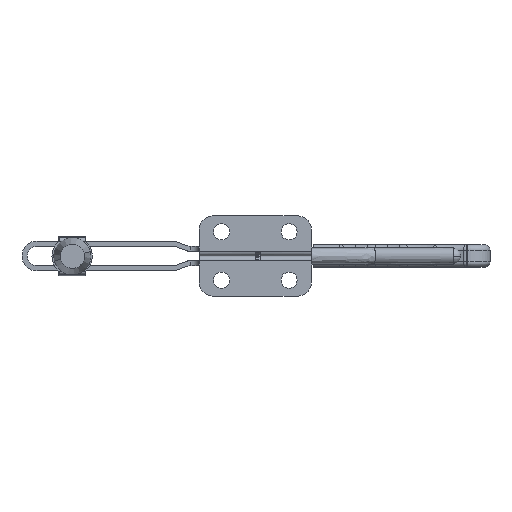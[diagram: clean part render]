
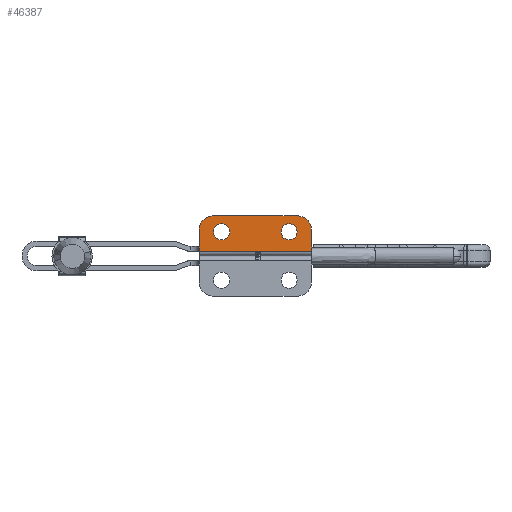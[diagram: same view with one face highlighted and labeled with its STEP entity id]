
A CAD part, front view. The second image highlights one B-rep face of the part: STEP entity #46387.
In plain terms, the highlighted planar face has unit normal (0, -1, 0).
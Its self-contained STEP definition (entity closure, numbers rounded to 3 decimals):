
#45696 = EDGE_CURVE ( 'NONE', #45883, #45725, #78377, .T. ) ;
#45709 = VERTEX_POINT ( 'NONE', #78361 ) ;
#45725 = VERTEX_POINT ( 'NONE', #78363 ) ;
#45856 = EDGE_CURVE ( 'NONE', #45858, #45709, #78534, .T. ) ;
#45858 = VERTEX_POINT ( 'NONE', #78524 ) ;
#45883 = VERTEX_POINT ( 'NONE', #78553 ) ;
#46184 = VERTEX_POINT ( 'NONE', #79083 ) ;
#46191 = EDGE_CURVE ( 'NONE', #46184, #46240, #79060, .T. ) ;
#46240 = VERTEX_POINT ( 'NONE', #79166 ) ;
#46244 = VERTEX_POINT ( 'NONE', #79109 ) ;
#46252 = EDGE_CURVE ( 'NONE', #46244, #46240, #79160, .T. ) ;
#46355 = ORIENTED_EDGE ( 'NONE', *, *, #45856, .T. ) ;
#46357 = ORIENTED_EDGE ( 'NONE', *, *, #46507, .T. ) ;
#46359 = ORIENTED_EDGE ( 'NONE', *, *, #46425, .T. ) ;
#46362 = EDGE_LOOP ( 'NONE', ( #46364, #46357 ) ) ;
#46364 = ORIENTED_EDGE ( 'NONE', *, *, #45696, .T. ) ;
#46376 = ORIENTED_EDGE ( 'NONE', *, *, #46191, .T. ) ;
#46387 = ADVANCED_FACE ( 'NONE', ( #79217, #79263, #79230 ), #79221, .F. ) ;
#46389 = ORIENTED_EDGE ( 'NONE', *, *, #46252, .F. ) ;
#46391 = ORIENTED_EDGE ( 'NONE', *, *, #46412, .T. ) ;
#46393 = VERTEX_POINT ( 'NONE', #79261 ) ;
#46395 = VERTEX_POINT ( 'NONE', #79257 ) ;
#46397 = EDGE_CURVE ( 'NONE', #46395, #46244, #79250, .T. ) ;
#46400 = ORIENTED_EDGE ( 'NONE', *, *, #46505, .F. ) ;
#46402 = ORIENTED_EDGE ( 'NONE', *, *, #46397, .F. ) ;
#46404 = EDGE_CURVE ( 'NONE', #46393, #46395, #79251, .T. ) ;
#46412 = EDGE_CURVE ( 'NONE', #46417, #46184, #79296, .T. ) ;
#46415 = EDGE_LOOP ( 'NONE', ( #46391, #46376, #46389, #46402, #46503, #46400 ) ) ;
#46417 = VERTEX_POINT ( 'NONE', #79295 ) ;
#46425 = EDGE_CURVE ( 'NONE', #45709, #45858, #79240, .T. ) ;
#46503 = ORIENTED_EDGE ( 'NONE', *, *, #46404, .F. ) ;
#46505 = EDGE_CURVE ( 'NONE', #46417, #46393, #79302, .T. ) ;
#46507 = EDGE_CURVE ( 'NONE', #45725, #45883, #79339, .T. ) ;
#46513 = EDGE_LOOP ( 'NONE', ( #46355, #46359 ) ) ;
#78343 = AXIS2_PLACEMENT_3D ( 'NONE', #78366, #78365, #78364 ) ;
#78361 = CARTESIAN_POINT ( 'NONE',  ( 14., 0., 20. ) ) ;
#78363 = CARTESIAN_POINT ( 'NONE',  ( 56., 0., 20. ) ) ;
#78364 = DIRECTION ( 'NONE',  ( 0., 0., 1. ) ) ;
#78365 = DIRECTION ( 'NONE',  ( 0., 1., 0. ) ) ;
#78366 = CARTESIAN_POINT ( 'NONE',  ( 56., 0., 15. ) ) ;
#78377 = CIRCLE ( 'NONE', #78343, 5. ) ;
#78520 = DIRECTION ( 'NONE',  ( 0., 0., 1. ) ) ;
#78521 = DIRECTION ( 'NONE',  ( 0., 1., 0. ) ) ;
#78522 = CARTESIAN_POINT ( 'NONE',  ( 14., 0., 15. ) ) ;
#78524 = CARTESIAN_POINT ( 'NONE',  ( 14., 0., 10. ) ) ;
#78528 = AXIS2_PLACEMENT_3D ( 'NONE', #78522, #78521, #78520 ) ;
#78534 = CIRCLE ( 'NONE', #78528, 5. ) ;
#78553 = CARTESIAN_POINT ( 'NONE',  ( 56., 0., 10. ) ) ;
#79060 = LINE ( 'NONE', #79082, #79134 ) ;
#79081 = DIRECTION ( 'NONE',  ( 1., 0., 0. ) ) ;
#79082 = CARTESIAN_POINT ( 'NONE',  ( 0., 0., 3. ) ) ;
#79083 = CARTESIAN_POINT ( 'NONE',  ( 0., 0., 3. ) ) ;
#79109 = CARTESIAN_POINT ( 'NONE',  ( 70., 0., 16. ) ) ;
#79134 = VECTOR ( 'NONE', #79081, 1000. ) ;
#79155 = DIRECTION ( 'NONE',  ( 0., 0., -1. ) ) ;
#79156 = VECTOR ( 'NONE', #79155, 1000. ) ;
#79157 = CARTESIAN_POINT ( 'NONE',  ( 70., 0., 3. ) ) ;
#79160 = LINE ( 'NONE', #79157, #79156 ) ;
#79166 = CARTESIAN_POINT ( 'NONE',  ( 70., 0., 3. ) ) ;
#79217 = FACE_OUTER_BOUND ( 'NONE', #46415, .T. ) ;
#79221 = PLANE ( 'NONE',  #79262 ) ;
#79222 = CARTESIAN_POINT ( 'NONE',  ( 0., 0., 3. ) ) ;
#79230 = FACE_BOUND ( 'NONE', #46362, .T. ) ;
#79240 = CIRCLE ( 'NONE', #79287, 5. ) ;
#79241 = CARTESIAN_POINT ( 'NONE',  ( 14., 0., 15. ) ) ;
#79242 = VECTOR ( 'NONE', #79247, 1000. ) ;
#79244 = DIRECTION ( 'NONE',  ( 0., 0., 1. ) ) ;
#79245 = DIRECTION ( 'NONE',  ( 0., 1., 0. ) ) ;
#79246 = CARTESIAN_POINT ( 'NONE',  ( 61., 0., 16. ) ) ;
#79247 = DIRECTION ( 'NONE',  ( 1., 0., 0. ) ) ;
#79248 = CARTESIAN_POINT ( 'NONE',  ( 9., 0., 25. ) ) ;
#79249 = AXIS2_PLACEMENT_3D ( 'NONE', #79246, #79245, #79244 ) ;
#79250 = CIRCLE ( 'NONE', #79249, 9. ) ;
#79251 = LINE ( 'NONE', #79248, #79242 ) ;
#79252 = DIRECTION ( 'NONE',  ( 0., 0., 1. ) ) ;
#79253 = DIRECTION ( 'NONE',  ( 0., 1., 0. ) ) ;
#79257 = CARTESIAN_POINT ( 'NONE',  ( 61., 0., 25. ) ) ;
#79261 = CARTESIAN_POINT ( 'NONE',  ( 9., 0., 25. ) ) ;
#79262 = AXIS2_PLACEMENT_3D ( 'NONE', #79222, #79253, #79252 ) ;
#79263 = FACE_BOUND ( 'NONE', #46513, .T. ) ;
#79285 = DIRECTION ( 'NONE',  ( 0., 0., 1. ) ) ;
#79286 = DIRECTION ( 'NONE',  ( 0., 1., 0. ) ) ;
#79287 = AXIS2_PLACEMENT_3D ( 'NONE', #79241, #79286, #79285 ) ;
#79291 = DIRECTION ( 'NONE',  ( 0., 0., -1. ) ) ;
#79292 = VECTOR ( 'NONE', #79291, 1000. ) ;
#79293 = CARTESIAN_POINT ( 'NONE',  ( 0., 0., 3. ) ) ;
#79295 = CARTESIAN_POINT ( 'NONE',  ( 0., 0., 16. ) ) ;
#79296 = LINE ( 'NONE', #79293, #79292 ) ;
#79302 = CIRCLE ( 'NONE', #79394, 9. ) ;
#79339 = CIRCLE ( 'NONE', #79388, 5. ) ;
#79385 = DIRECTION ( 'NONE',  ( 0., 0., 1. ) ) ;
#79386 = DIRECTION ( 'NONE',  ( 0., 1., 0. ) ) ;
#79387 = CARTESIAN_POINT ( 'NONE',  ( 56., 0., 15. ) ) ;
#79388 = AXIS2_PLACEMENT_3D ( 'NONE', #79387, #79386, #79385 ) ;
#79391 = DIRECTION ( 'NONE',  ( 0., 0., 1. ) ) ;
#79392 = DIRECTION ( 'NONE',  ( 0., 1., 0. ) ) ;
#79393 = CARTESIAN_POINT ( 'NONE',  ( 9., 0., 16. ) ) ;
#79394 = AXIS2_PLACEMENT_3D ( 'NONE', #79393, #79392, #79391 ) ;
